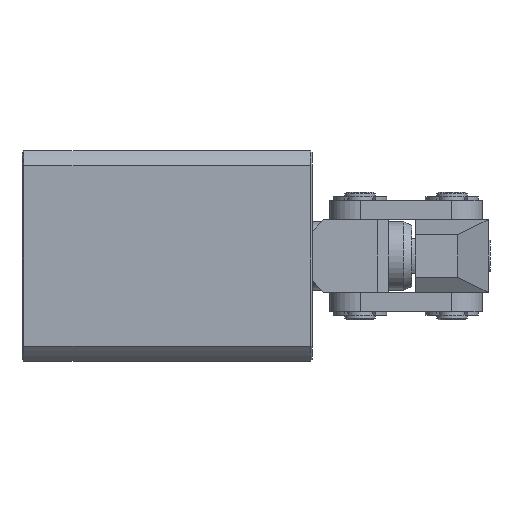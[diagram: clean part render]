
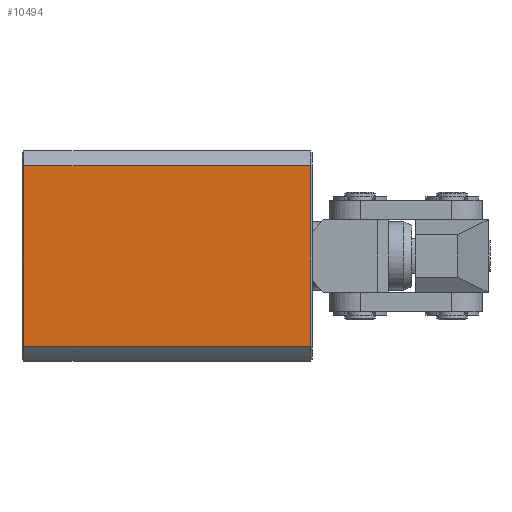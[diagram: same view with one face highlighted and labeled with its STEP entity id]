
A CAD part, front view. The second image highlights one B-rep face of the part: STEP entity #10494.
In plain terms, the highlighted planar face has unit normal (0, -1, 0).
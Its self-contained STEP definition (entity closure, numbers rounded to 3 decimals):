
#434 = DIRECTION ( 'NONE',  ( 0., 0., -1. ) ) ;
#648 = DIRECTION ( 'NONE',  ( 1., 0., 0. ) ) ;
#1031 = PLANE ( 'NONE',  #6403 ) ;
#1066 = DIRECTION ( 'NONE',  ( 0., -1., 0. ) ) ;
#1387 = EDGE_CURVE ( 'NONE', #10020, #8101, #10212, .T. ) ;
#1665 = DIRECTION ( 'NONE',  ( 0., 0., 1. ) ) ;
#2690 = LINE ( 'NONE', #5820, #6905 ) ;
#3087 = CARTESIAN_POINT ( 'NONE',  ( 75.5, -27.498, -23.62 ) ) ;
#3136 = CARTESIAN_POINT ( 'NONE',  ( 0.5, -27.498, 23.62 ) ) ;
#3742 = ORIENTED_EDGE ( 'NONE', *, *, #6807, .T. ) ;
#3910 = DIRECTION ( 'NONE',  ( 1., 0., 0. ) ) ;
#4491 = VERTEX_POINT ( 'NONE', #9146 ) ;
#5175 = EDGE_LOOP ( 'NONE', ( #3742, #6352, #7458, #7897 ) ) ;
#5820 = CARTESIAN_POINT ( 'NONE',  ( 0., -27.498, -23.62 ) ) ;
#6063 = LINE ( 'NONE', #10806, #10348 ) ;
#6209 = CARTESIAN_POINT ( 'NONE',  ( 0., -27.498, 23.62 ) ) ;
#6303 = VECTOR ( 'NONE', #3910, 1000. ) ;
#6352 = ORIENTED_EDGE ( 'NONE', *, *, #10359, .T. ) ;
#6403 = AXIS2_PLACEMENT_3D ( 'NONE', #6209, #1066, #7045 ) ;
#6572 = LINE ( 'NONE', #7998, #6303 ) ;
#6630 = CARTESIAN_POINT ( 'NONE',  ( 0.5, -27.498, -23.62 ) ) ;
#6807 = EDGE_CURVE ( 'NONE', #8101, #8724, #2690, .T. ) ;
#6905 = VECTOR ( 'NONE', #648, 1000. ) ;
#7045 = DIRECTION ( 'NONE',  ( 0., 0., -1. ) ) ;
#7458 = ORIENTED_EDGE ( 'NONE', *, *, #8187, .F. ) ;
#7897 = ORIENTED_EDGE ( 'NONE', *, *, #1387, .T. ) ;
#7998 = CARTESIAN_POINT ( 'NONE',  ( 0., -27.498, 23.62 ) ) ;
#8101 = VERTEX_POINT ( 'NONE', #6630 ) ;
#8187 = EDGE_CURVE ( 'NONE', #10020, #4491, #6572, .T. ) ;
#8345 = VECTOR ( 'NONE', #434, 1000. ) ;
#8640 = CARTESIAN_POINT ( 'NONE',  ( 0.5, -27.498, 23.62 ) ) ;
#8724 = VERTEX_POINT ( 'NONE', #3087 ) ;
#9146 = CARTESIAN_POINT ( 'NONE',  ( 75.5, -27.498, 23.62 ) ) ;
#9722 = FACE_OUTER_BOUND ( 'NONE', #5175, .T. ) ;
#10020 = VERTEX_POINT ( 'NONE', #8640 ) ;
#10212 = LINE ( 'NONE', #3136, #8345 ) ;
#10348 = VECTOR ( 'NONE', #1665, 1000. ) ;
#10359 = EDGE_CURVE ( 'NONE', #8724, #4491, #6063, .T. ) ;
#10494 = ADVANCED_FACE ( 'NONE', ( #9722 ), #1031, .T. ) ;
#10806 = CARTESIAN_POINT ( 'NONE',  ( 75.5, -27.498, 23.62 ) ) ;
